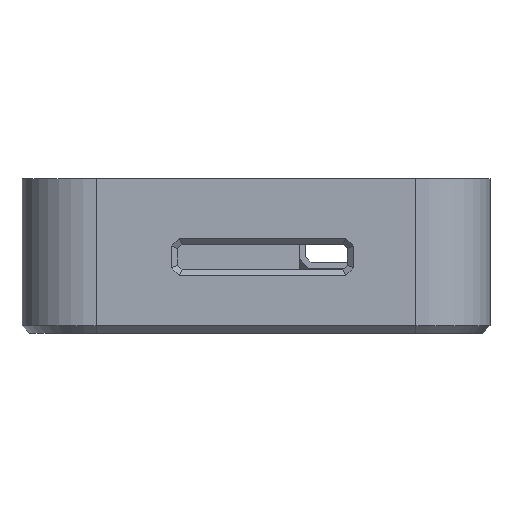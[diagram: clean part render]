
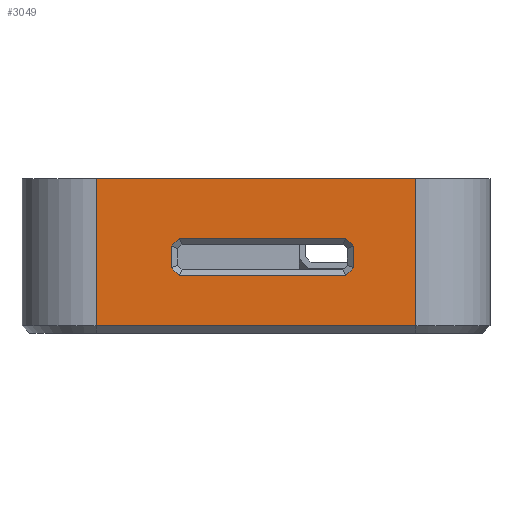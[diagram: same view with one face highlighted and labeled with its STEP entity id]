
A CAD part, left-side view. The second image highlights one B-rep face of the part: STEP entity #3049.
In plain terms, the highlighted planar face has unit normal (-1, 0, 0).
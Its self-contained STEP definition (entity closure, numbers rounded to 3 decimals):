
#59=FACE_BOUND('',#390,.T.);
#103=PLANE('',#3236);
#224=FACE_OUTER_BOUND('',#389,.T.);
#389=EDGE_LOOP('',(#2163,#2164,#2165,#2166));
#390=EDGE_LOOP('',(#2167,#2168,#2169,#2170,#2171,#2172,#2173,#2174));
#706=LINE('',#4425,#1051);
#710=LINE('',#4437,#1055);
#711=LINE('',#4439,#1056);
#712=LINE('',#4440,#1057);
#713=LINE('',#4443,#1058);
#714=LINE('',#4445,#1059);
#715=LINE('',#4447,#1060);
#716=LINE('',#4449,#1061);
#717=LINE('',#4451,#1062);
#718=LINE('',#4453,#1063);
#719=LINE('',#4455,#1064);
#720=LINE('',#4456,#1065);
#1051=VECTOR('',#3531,10.);
#1055=VECTOR('',#3545,10.);
#1056=VECTOR('',#3546,10.);
#1057=VECTOR('',#3547,10.);
#1058=VECTOR('',#3548,10.);
#1059=VECTOR('',#3549,10.);
#1060=VECTOR('',#3550,10.);
#1061=VECTOR('',#3551,10.);
#1062=VECTOR('',#3552,10.);
#1063=VECTOR('',#3553,10.);
#1064=VECTOR('',#3554,10.);
#1065=VECTOR('',#3555,10.);
#1395=VERTEX_POINT('',#4416);
#1397=VERTEX_POINT('',#4423);
#1400=VERTEX_POINT('',#4436);
#1401=VERTEX_POINT('',#4438);
#1402=VERTEX_POINT('',#4441);
#1403=VERTEX_POINT('',#4442);
#1404=VERTEX_POINT('',#4444);
#1405=VERTEX_POINT('',#4446);
#1406=VERTEX_POINT('',#4448);
#1407=VERTEX_POINT('',#4450);
#1408=VERTEX_POINT('',#4452);
#1409=VERTEX_POINT('',#4454);
#1696=EDGE_CURVE('',#1397,#1395,#706,.T.);
#1702=EDGE_CURVE('',#1400,#1397,#710,.T.);
#1703=EDGE_CURVE('',#1401,#1400,#711,.F.);
#1704=EDGE_CURVE('',#1395,#1401,#712,.T.);
#1705=EDGE_CURVE('',#1402,#1403,#713,.T.);
#1706=EDGE_CURVE('',#1404,#1402,#714,.T.);
#1707=EDGE_CURVE('',#1405,#1404,#715,.T.);
#1708=EDGE_CURVE('',#1406,#1405,#716,.T.);
#1709=EDGE_CURVE('',#1407,#1406,#717,.T.);
#1710=EDGE_CURVE('',#1408,#1407,#718,.T.);
#1711=EDGE_CURVE('',#1409,#1408,#719,.T.);
#1712=EDGE_CURVE('',#1403,#1409,#720,.T.);
#2163=ORIENTED_EDGE('',*,*,#1696,.F.);
#2164=ORIENTED_EDGE('',*,*,#1702,.F.);
#2165=ORIENTED_EDGE('',*,*,#1703,.F.);
#2166=ORIENTED_EDGE('',*,*,#1704,.F.);
#2167=ORIENTED_EDGE('',*,*,#1705,.F.);
#2168=ORIENTED_EDGE('',*,*,#1706,.F.);
#2169=ORIENTED_EDGE('',*,*,#1707,.F.);
#2170=ORIENTED_EDGE('',*,*,#1708,.F.);
#2171=ORIENTED_EDGE('',*,*,#1709,.F.);
#2172=ORIENTED_EDGE('',*,*,#1710,.F.);
#2173=ORIENTED_EDGE('',*,*,#1711,.F.);
#2174=ORIENTED_EDGE('',*,*,#1712,.F.);
#3049=ADVANCED_FACE('',(#224,#59),#103,.T.);
#3236=AXIS2_PLACEMENT_3D('',#4435,#3543,#3544);
#3531=DIRECTION('',(0.,1.,0.));
#3543=DIRECTION('center_axis',(-1.,0.,0.));
#3544=DIRECTION('ref_axis',(0.,1.,0.));
#3545=DIRECTION('',(0.,0.,-1.));
#3546=DIRECTION('',(0.,1.,0.));
#3547=DIRECTION('',(0.,0.,1.));
#3548=DIRECTION('',(0.,0.,-1.));
#3549=DIRECTION('',(0.,0.707,-0.707));
#3550=DIRECTION('',(0.,1.,0.));
#3551=DIRECTION('',(0.,0.707,0.707));
#3552=DIRECTION('',(0.,0.,1.));
#3553=DIRECTION('',(0.,-0.707,0.707));
#3554=DIRECTION('',(0.,-1.,0.));
#3555=DIRECTION('',(0.,-0.707,-0.707));
#4416=CARTESIAN_POINT('',(-112.989,-49.885,-17.472));
#4423=CARTESIAN_POINT('',(-112.989,-101.655,-17.472));
#4425=CARTESIAN_POINT('',(-112.989,-96.065,-17.472));
#4435=CARTESIAN_POINT('Origin',(-112.989,-101.655,-13.672));
#4436=CARTESIAN_POINT('',(-112.989,-101.655,6.328));
#4437=CARTESIAN_POINT('',(-112.989,-101.655,-13.672));
#4438=CARTESIAN_POINT('',(-112.989,-49.885,6.328));
#4439=CARTESIAN_POINT('',(-112.989,-88.713,6.328));
#4440=CARTESIAN_POINT('',(-112.989,-49.885,-13.672));
#4441=CARTESIAN_POINT('',(-112.989,-62.095,-4.558));
#4442=CARTESIAN_POINT('',(-112.989,-62.095,-8.087));
#4443=CARTESIAN_POINT('',(-112.989,-62.095,-10.672));
#4444=CARTESIAN_POINT('',(-112.989,-63.381,-3.272));
#4445=CARTESIAN_POINT('',(-112.989,-69.853,3.2));
#4446=CARTESIAN_POINT('',(-112.989,-90.269,-3.272));
#4447=CARTESIAN_POINT('',(-112.989,-82.725,-3.272));
#4448=CARTESIAN_POINT('',(-112.989,-91.555,-4.558));
#4449=CARTESIAN_POINT('',(-112.989,-95.862,-8.865));
#4450=CARTESIAN_POINT('',(-112.989,-91.555,-8.087));
#4451=CARTESIAN_POINT('',(-112.989,-91.555,-9.322));
#4452=CARTESIAN_POINT('',(-112.989,-90.269,-9.372));
#4453=CARTESIAN_POINT('',(-112.989,-92.537,-7.105));
#4454=CARTESIAN_POINT('',(-112.989,-63.381,-9.372));
#4455=CARTESIAN_POINT('',(-112.989,-95.755,-9.372));
#4456=CARTESIAN_POINT('',(-112.989,-73.878,-19.87));
